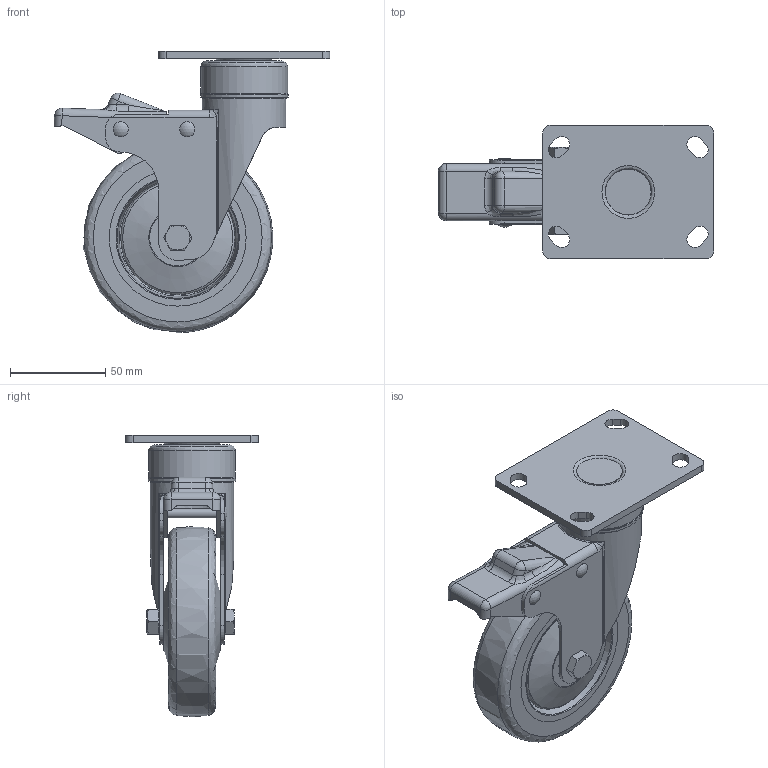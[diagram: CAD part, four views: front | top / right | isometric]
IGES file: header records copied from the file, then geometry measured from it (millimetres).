
Global section: file name: 519900.stp.ipt; native system: Autodesk Inventor 2014; preprocessor: unknown; author: zeman; date: 20151020.100042; units: millimetre
Bounding box: 144.97 x 70 x 148 mm (x, y, z)
Volume: 217905.2 mm3; surface area: 115522.5 mm2
Topology: 13 solids, 13 shells, 431 faces, 1107 edges, 728 vertices
Faces by surface type: plane 190, revolution 121, cylinder 74, bspline 22, cone 17, sphere 7
Full cylindrical faces by diameter (mm): 5 x2, 6 x2, 7.323 x1, 8 x1, 11.4 x1, 12 x1, 14 x1, 16 x1, 20 x2, 24 x1, 33 x1, 40 x1, 44 x1, 45.6 x1, 46 x1, 60 x2, 70 x1, 72 x2
